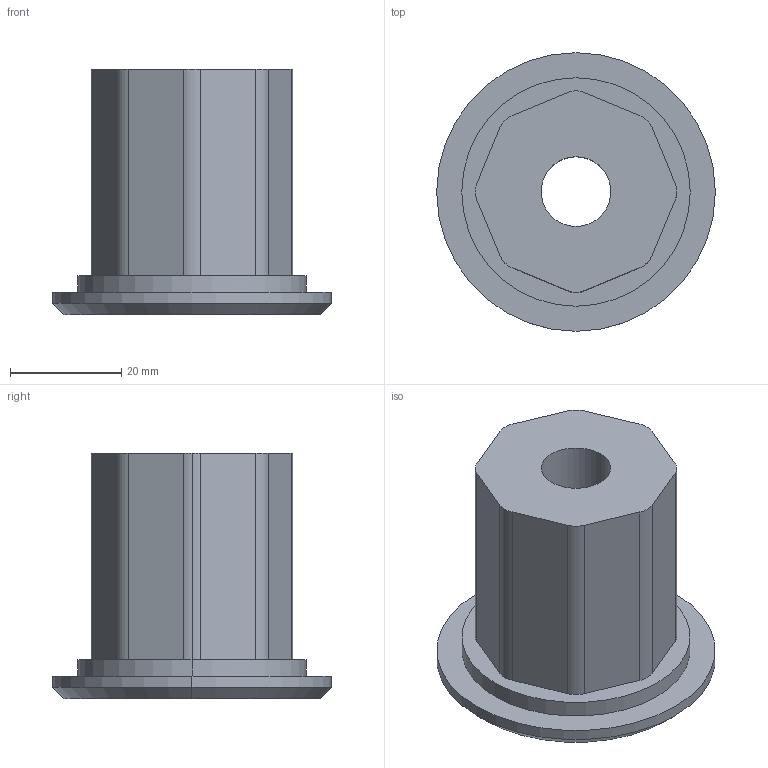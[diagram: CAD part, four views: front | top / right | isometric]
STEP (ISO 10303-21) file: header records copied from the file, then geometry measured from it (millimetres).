
FILE_DESCRIPTION (( 'STEP AP203' ), '1' );
FILE_NAME ('lifter clutch hub.STEP', '2017-03-10T10:15:16', ( '' ), ( '' ), 'SwSTEP 2.0', 'SolidWorks 2015', '' );
FILE_SCHEMA (( 'CONFIG_CONTROL_DESIGN' ));
Length unit declared in the file: millimetre
Products named in the file (1): lifter clutch hub
Bounding box: 50 x 50 x 44 mm (x, y, z)
Volume: 27134.2 mm3; surface area: 11564.2 mm2
Topology: 1 solids, 1 shells, 50 faces, 131 edges, 86 vertices
Faces by surface type: cylinder 27, plane 17, cone 6
Entity records: 1762 total; most frequent: CARTESIAN_POINT 422, DIRECTION 271, ORIENTED_EDGE 262, EDGE_CURVE 131, AXIS2_PLACEMENT_3D 103, VERTEX_POINT 86, VECTOR 65, LINE 65
